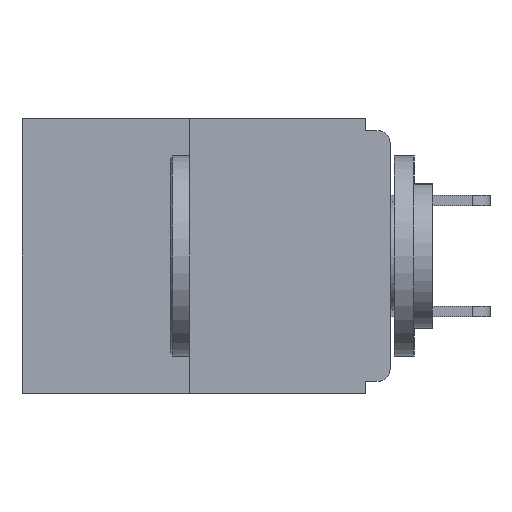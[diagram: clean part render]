
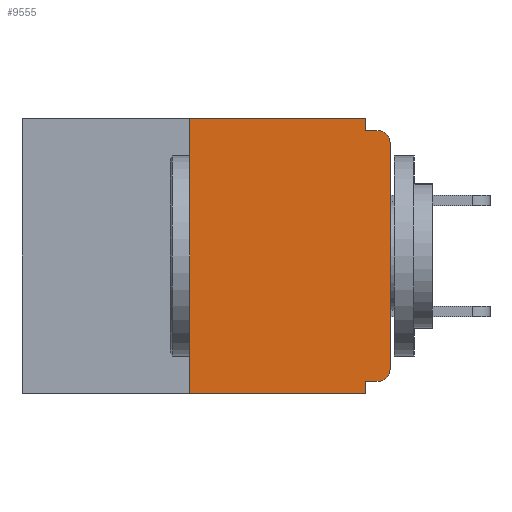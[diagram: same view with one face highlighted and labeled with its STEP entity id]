
A CAD part, left-side view. The second image highlights one B-rep face of the part: STEP entity #9555.
In plain terms, the highlighted planar face has unit normal (-1, 0, 0).
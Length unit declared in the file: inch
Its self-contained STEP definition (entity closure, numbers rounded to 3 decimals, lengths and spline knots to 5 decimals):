
#96 = EDGE_CURVE ( 'NONE', #10261, #5092, #4705, .T. ) ;
#262 = EDGE_LOOP ( 'NONE', ( #9358, #6284, #8936, #3772, #10783, #9305, #7082, #6459, #3968, #853 ) ) ;
#339 = CARTESIAN_POINT ( 'NONE',  ( 0., 0.031, -0.343 ) ) ;
#620 = CARTESIAN_POINT ( 'NONE',  ( 0., 0.46, 0. ) ) ;
#658 = VERTEX_POINT ( 'NONE', #1524 ) ;
#853 = ORIENTED_EDGE ( 'NONE', *, *, #4777, .F. ) ;
#971 = LINE ( 'NONE', #4888, #3208 ) ;
#1365 = DIRECTION ( 'NONE',  ( -1., 0., 0. ) ) ;
#1524 = CARTESIAN_POINT ( 'NONE',  ( 0., 0.015, -0.328 ) ) ;
#1540 = FACE_OUTER_BOUND ( 'NONE', #262, .T. ) ;
#1844 = LINE ( 'NONE', #10634, #4700 ) ;
#2345 = LINE ( 'NONE', #6426, #10490 ) ;
#2834 = CIRCLE ( 'NONE', #4839, 0.015 ) ;
#3062 = CARTESIAN_POINT ( 'NONE',  ( 0., 0.015, -0.313 ) ) ;
#3072 = AXIS2_PLACEMENT_3D ( 'NONE', #6879, #9435, #4007 ) ;
#3208 = VECTOR ( 'NONE', #6723, 39.37008 ) ;
#3384 = DIRECTION ( 'NONE',  ( 0., -1., 0. ) ) ;
#3473 = CARTESIAN_POINT ( 'NONE',  ( 0., 0.015, -0.015 ) ) ;
#3535 = DIRECTION ( 'NONE',  ( 0., 1., 0. ) ) ;
#3772 = ORIENTED_EDGE ( 'NONE', *, *, #96, .F. ) ;
#3968 = ORIENTED_EDGE ( 'NONE', *, *, #10035, .F. ) ;
#4007 = DIRECTION ( 'NONE',  ( 0., 0., -1. ) ) ;
#4561 = CIRCLE ( 'NONE', #7591, 0.015 ) ;
#4698 = LINE ( 'NONE', #620, #6943 ) ;
#4700 = VECTOR ( 'NONE', #7918, 39.37008 ) ;
#4705 = LINE ( 'NONE', #5966, #11698 ) ;
#4777 = EDGE_CURVE ( 'NONE', #11338, #10653, #11280, .T. ) ;
#4839 = AXIS2_PLACEMENT_3D ( 'NONE', #8109, #1365, #5072 ) ;
#4888 = CARTESIAN_POINT ( 'NONE',  ( 0., 0.25, 0. ) ) ;
#5006 = DIRECTION ( 'NONE',  ( 0., 0., -1. ) ) ;
#5060 = VERTEX_POINT ( 'NONE', #5639 ) ;
#5072 = DIRECTION ( 'NONE',  ( 0., 0., -1. ) ) ;
#5092 = VERTEX_POINT ( 'NONE', #339 ) ;
#5639 = CARTESIAN_POINT ( 'NONE',  ( 0., 0., -0.313 ) ) ;
#5909 = EDGE_CURVE ( 'NONE', #9071, #10923, #2834, .T. ) ;
#5952 = EDGE_CURVE ( 'NONE', #658, #10261, #7819, .T. ) ;
#5957 = VECTOR ( 'NONE', #9028, 39.37008 ) ;
#5966 = CARTESIAN_POINT ( 'NONE',  ( 0., 0.031, -0.343 ) ) ;
#6005 = EDGE_CURVE ( 'NONE', #7657, #5092, #7116, .T. ) ;
#6177 = CARTESIAN_POINT ( 'NONE',  ( 0., 0.031, -0.328 ) ) ;
#6284 = ORIENTED_EDGE ( 'NONE', *, *, #8941, .F. ) ;
#6426 = CARTESIAN_POINT ( 'NONE',  ( 0., 0., -0.015 ) ) ;
#6459 = ORIENTED_EDGE ( 'NONE', *, *, #5909, .T. ) ;
#6723 = DIRECTION ( 'NONE',  ( 0., 0., 1. ) ) ;
#6879 = CARTESIAN_POINT ( 'NONE',  ( 0., 0.46, 0. ) ) ;
#6922 = CARTESIAN_POINT ( 'NONE',  ( 0., 0.031, 0. ) ) ;
#6943 = VECTOR ( 'NONE', #3384, 39.37008 ) ;
#7082 = ORIENTED_EDGE ( 'NONE', *, *, #8671, .T. ) ;
#7111 = CARTESIAN_POINT ( 'NONE',  ( 0., 0.46, -0.343 ) ) ;
#7116 = LINE ( 'NONE', #7111, #5957 ) ;
#7433 = CARTESIAN_POINT ( 'NONE',  ( 0., 0.25, 0. ) ) ;
#7591 = AXIS2_PLACEMENT_3D ( 'NONE', #3062, #10342, #5006 ) ;
#7634 = CARTESIAN_POINT ( 'NONE',  ( 0., 0.031, -0.015 ) ) ;
#7657 = VERTEX_POINT ( 'NONE', #8126 ) ;
#7804 = DIRECTION ( 'NONE',  ( 0., 0., -1. ) ) ;
#7819 = LINE ( 'NONE', #10906, #8271 ) ;
#7917 = EDGE_CURVE ( 'NONE', #658, #5060, #4561, .T. ) ;
#7918 = DIRECTION ( 'NONE',  ( 0., 0., 1. ) ) ;
#8109 = CARTESIAN_POINT ( 'NONE',  ( 0., 0.015, -0.03 ) ) ;
#8126 = CARTESIAN_POINT ( 'NONE',  ( 0., 0.25, -0.343 ) ) ;
#8261 = EDGE_CURVE ( 'NONE', #8831, #11338, #4698, .T. ) ;
#8271 = VECTOR ( 'NONE', #3535, 39.37008 ) ;
#8671 = EDGE_CURVE ( 'NONE', #5060, #9071, #1844, .T. ) ;
#8716 = VECTOR ( 'NONE', #9698, 39.37008 ) ;
#8746 = CARTESIAN_POINT ( 'NONE',  ( 0., 0., -0.03 ) ) ;
#8831 = VERTEX_POINT ( 'NONE', #7433 ) ;
#8936 = ORIENTED_EDGE ( 'NONE', *, *, #6005, .T. ) ;
#8941 = EDGE_CURVE ( 'NONE', #7657, #8831, #971, .T. ) ;
#9028 = DIRECTION ( 'NONE',  ( 0., -1., 0. ) ) ;
#9071 = VERTEX_POINT ( 'NONE', #8746 ) ;
#9107 = DIRECTION ( 'NONE',  ( 0., -1., 0. ) ) ;
#9305 = ORIENTED_EDGE ( 'NONE', *, *, #7917, .T. ) ;
#9358 = ORIENTED_EDGE ( 'NONE', *, *, #8261, .F. ) ;
#9435 = DIRECTION ( 'NONE',  ( 1., 0., 0. ) ) ;
#9555 = ADVANCED_FACE ( 'NONE', ( #1540 ), #11356, .F. ) ;
#9698 = DIRECTION ( 'NONE',  ( 0., 0., -1. ) ) ;
#10035 = EDGE_CURVE ( 'NONE', #10653, #10923, #2345, .T. ) ;
#10261 = VERTEX_POINT ( 'NONE', #6177 ) ;
#10342 = DIRECTION ( 'NONE',  ( -1., 0., 0. ) ) ;
#10490 = VECTOR ( 'NONE', #9107, 39.37008 ) ;
#10502 = CARTESIAN_POINT ( 'NONE',  ( 0., 0.031, 0. ) ) ;
#10634 = CARTESIAN_POINT ( 'NONE',  ( 0., 0., 0. ) ) ;
#10653 = VERTEX_POINT ( 'NONE', #7634 ) ;
#10783 = ORIENTED_EDGE ( 'NONE', *, *, #5952, .F. ) ;
#10906 = CARTESIAN_POINT ( 'NONE',  ( 0., 0., -0.328 ) ) ;
#10923 = VERTEX_POINT ( 'NONE', #3473 ) ;
#11280 = LINE ( 'NONE', #6922, #8716 ) ;
#11338 = VERTEX_POINT ( 'NONE', #10502 ) ;
#11356 = PLANE ( 'NONE',  #3072 ) ;
#11698 = VECTOR ( 'NONE', #7804, 39.37008 ) ;
